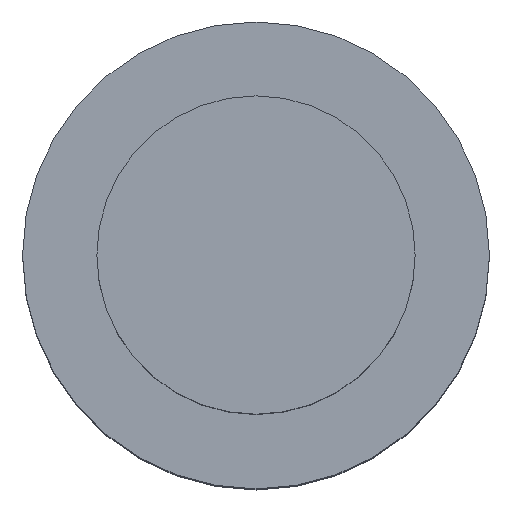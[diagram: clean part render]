
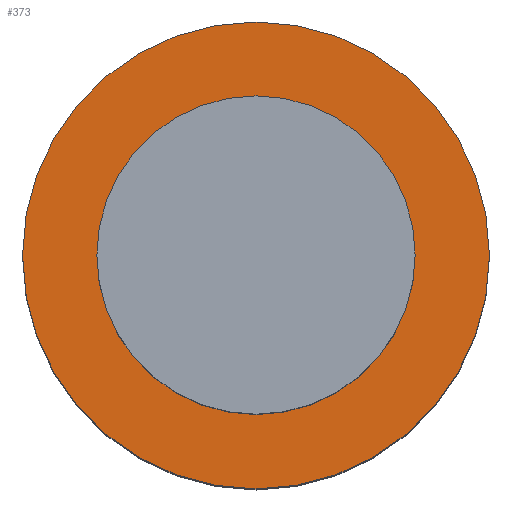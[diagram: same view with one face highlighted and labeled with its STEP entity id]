
A CAD part, top view. The second image highlights one B-rep face of the part: STEP entity #373.
In plain terms, the highlighted planar face has unit normal (0, 0, 1).
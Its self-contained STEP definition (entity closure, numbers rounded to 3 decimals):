
#43=FACE_BOUND('',#130,.T.);
#56=PLANE('',#465);
#93=FACE_OUTER_BOUND('',#129,.T.);
#129=EDGE_LOOP('',(#330));
#130=EDGE_LOOP('',(#331));
#190=CIRCLE('',#464,22.);
#191=CIRCLE('',#466,10.);
#217=VERTEX_POINT('',#698);
#218=VERTEX_POINT('',#702);
#255=EDGE_CURVE('',#217,#217,#190,.T.);
#257=EDGE_CURVE('',#218,#218,#191,.T.);
#330=ORIENTED_EDGE('',*,*,#255,.F.);
#331=ORIENTED_EDGE('',*,*,#257,.F.);
#373=ADVANCED_FACE('',(#93,#43),#56,.F.);
#464=AXIS2_PLACEMENT_3D('',#699,#585,#586);
#465=AXIS2_PLACEMENT_3D('',#701,#588,#589);
#466=AXIS2_PLACEMENT_3D('',#703,#590,#591);
#585=DIRECTION('center_axis',(0.,0.,-1.));
#586=DIRECTION('ref_axis',(-1.,0.,0.));
#588=DIRECTION('center_axis',(0.,0.,-1.));
#589=DIRECTION('ref_axis',(-1.,0.,0.));
#590=DIRECTION('center_axis',(0.,0.,1.));
#591=DIRECTION('ref_axis',(-1.,0.,0.));
#698=CARTESIAN_POINT('',(22.,0.,44.));
#699=CARTESIAN_POINT('Origin',(0.,0.,44.));
#701=CARTESIAN_POINT('Origin',(0.,0.,44.));
#702=CARTESIAN_POINT('',(-10.,0.,44.));
#703=CARTESIAN_POINT('Origin',(0.,0.,44.));
